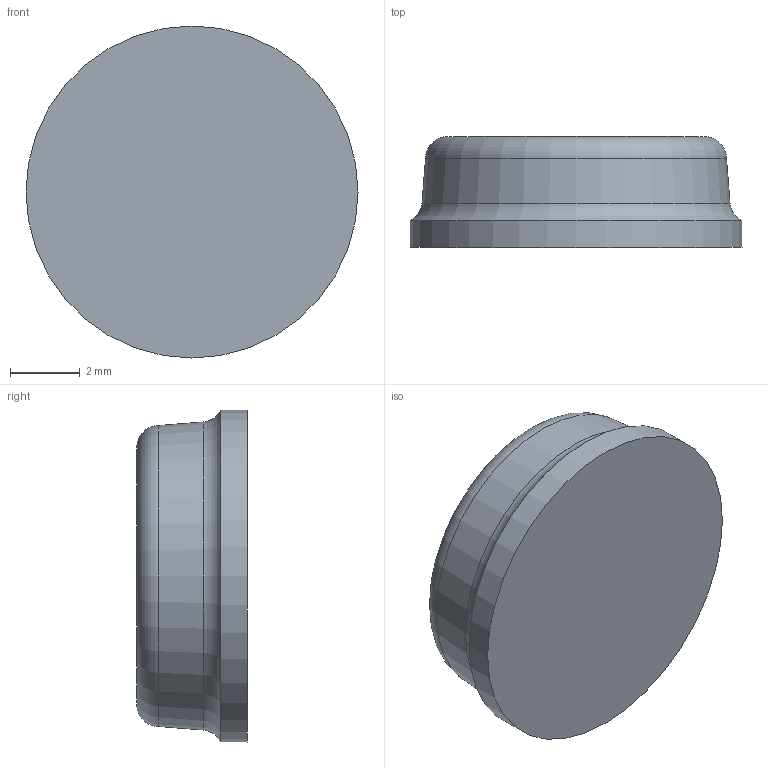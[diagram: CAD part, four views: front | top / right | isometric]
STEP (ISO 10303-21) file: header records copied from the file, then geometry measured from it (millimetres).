
FILE_DESCRIPTION(/* description */ (''),/* implementation_level */ '2;1');
FILE_NAME(/* name */ 'BS34.step',/* time_stamp */ '2020-02-10T12:58:11-05:00',/* author */ (''),/* organization */ (''),/* preprocessor_version */ 'ST-DEVELOPER v18',/* originating_system */ 'Autodesk Translation Framework v8.12.0.6',/* authorisation */ '');
FILE_SCHEMA (('AUTOMOTIVE_DESIGN { 1 0 10303 214 3 1 1 }'));
Length unit declared in the file: inch
Products named in the file (1): BS34
Bounding box: 9.53 x 3.17 x 9.53 mm (x, y, z)
Volume: 198 mm3; surface area: 215.6 mm2
Topology: 1 solids, 1 shells, 6 faces, 17 edges, 13 vertices
Faces by surface type: plane 2, torus 2, cone 1, cylinder 1
Full cylindrical faces by diameter (mm): 9.525 x1
Entity records: 251 total; most frequent: DIRECTION 46, CARTESIAN_POINT 37, ORIENTED_EDGE 34, AXIS2_PLACEMENT_3D 22, EDGE_CURVE 17, CIRCLE 15, VERTEX_POINT 13, FACE_OUTER_BOUND 6
